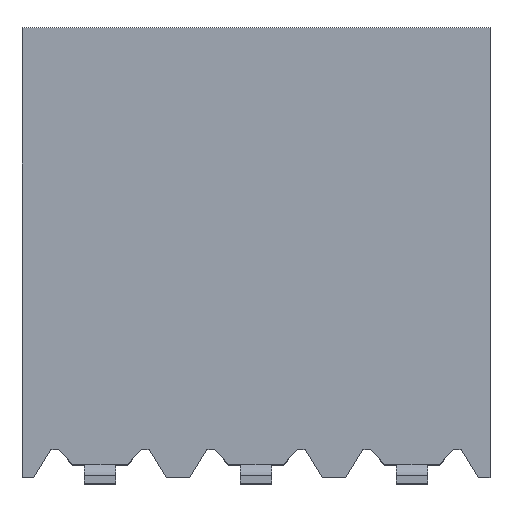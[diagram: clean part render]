
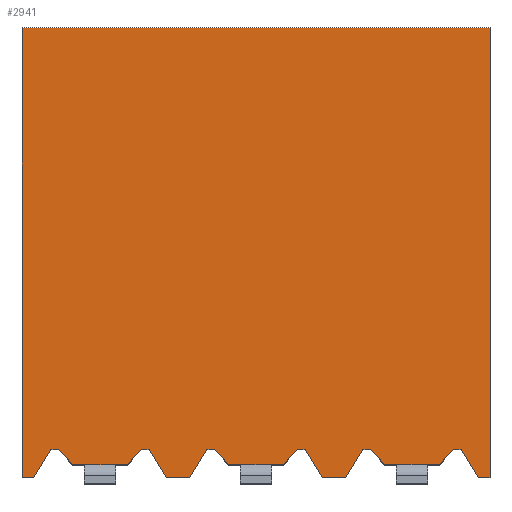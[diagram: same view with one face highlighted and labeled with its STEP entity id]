
A CAD part, top view. The second image highlights one B-rep face of the part: STEP entity #2941.
In plain terms, the highlighted planar face has unit normal (0, 0, 1).
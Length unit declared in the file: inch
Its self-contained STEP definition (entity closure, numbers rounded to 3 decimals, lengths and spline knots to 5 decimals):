
#127=ORIENTED_EDGE('',*,*,#987,.F.);
#128=ORIENTED_EDGE('',*,*,#934,.T.);
#129=ORIENTED_EDGE('',*,*,#988,.F.);
#130=ORIENTED_EDGE('',*,*,#989,.F.);
#131=ORIENTED_EDGE('',*,*,#990,.T.);
#132=ORIENTED_EDGE('',*,*,#944,.T.);
#133=ORIENTED_EDGE('',*,*,#991,.F.);
#134=ORIENTED_EDGE('',*,*,#992,.F.);
#135=ORIENTED_EDGE('',*,*,#993,.F.);
#136=ORIENTED_EDGE('',*,*,#994,.F.);
#137=ORIENTED_EDGE('',*,*,#995,.F.);
#138=ORIENTED_EDGE('',*,*,#996,.F.);
#139=ORIENTED_EDGE('',*,*,#997,.F.);
#140=ORIENTED_EDGE('',*,*,#940,.T.);
#141=ORIENTED_EDGE('',*,*,#998,.F.);
#142=ORIENTED_EDGE('',*,*,#999,.F.);
#143=ORIENTED_EDGE('',*,*,#1000,.F.);
#144=ORIENTED_EDGE('',*,*,#1001,.F.);
#145=ORIENTED_EDGE('',*,*,#1002,.F.);
#146=ORIENTED_EDGE('',*,*,#1003,.F.);
#147=ORIENTED_EDGE('',*,*,#1004,.F.);
#148=ORIENTED_EDGE('',*,*,#936,.T.);
#149=ORIENTED_EDGE('',*,*,#1005,.F.);
#150=ORIENTED_EDGE('',*,*,#1006,.F.);
#151=ORIENTED_EDGE('',*,*,#1007,.F.);
#152=ORIENTED_EDGE('',*,*,#1008,.F.);
#153=ORIENTED_EDGE('',*,*,#1009,.F.);
#154=ORIENTED_EDGE('',*,*,#1010,.F.);
#934=EDGE_CURVE('',#1364,#1366,#1654,.T.);
#936=EDGE_CURVE('',#1369,#1367,#1656,.T.);
#940=EDGE_CURVE('',#1373,#1371,#1660,.T.);
#944=EDGE_CURVE('',#1377,#1375,#1664,.T.);
#987=EDGE_CURVE('',#1364,#1415,#1707,.T.);
#988=EDGE_CURVE('',#1416,#1366,#1708,.T.);
#989=EDGE_CURVE('',#1417,#1416,#1709,.T.);
#990=EDGE_CURVE('',#1417,#1377,#1710,.T.);
#991=EDGE_CURVE('',#1418,#1375,#1711,.T.);
#992=EDGE_CURVE('',#1419,#1418,#1712,.T.);
#993=EDGE_CURVE('',#1420,#1419,#1713,.T.);
#994=EDGE_CURVE('',#1421,#1420,#1714,.T.);
#995=EDGE_CURVE('',#1422,#1421,#1715,.T.);
#996=EDGE_CURVE('',#1423,#1422,#1716,.T.);
#997=EDGE_CURVE('',#1373,#1423,#1717,.T.);
#998=EDGE_CURVE('',#1424,#1371,#1718,.T.);
#999=EDGE_CURVE('',#1425,#1424,#1719,.T.);
#1000=EDGE_CURVE('',#1426,#1425,#1720,.T.);
#1001=EDGE_CURVE('',#1427,#1426,#1721,.T.);
#1002=EDGE_CURVE('',#1428,#1427,#1722,.T.);
#1003=EDGE_CURVE('',#1429,#1428,#1723,.T.);
#1004=EDGE_CURVE('',#1369,#1429,#1724,.T.);
#1005=EDGE_CURVE('',#1430,#1367,#1725,.T.);
#1006=EDGE_CURVE('',#1431,#1430,#1726,.T.);
#1007=EDGE_CURVE('',#1432,#1431,#1727,.T.);
#1008=EDGE_CURVE('',#1433,#1432,#1728,.T.);
#1009=EDGE_CURVE('',#1434,#1433,#1729,.T.);
#1010=EDGE_CURVE('',#1415,#1434,#1730,.T.);
#1364=VERTEX_POINT('',#4046);
#1366=VERTEX_POINT('',#4050);
#1367=VERTEX_POINT('',#4054);
#1369=VERTEX_POINT('',#4057);
#1371=VERTEX_POINT('',#4063);
#1373=VERTEX_POINT('',#4066);
#1375=VERTEX_POINT('',#4072);
#1377=VERTEX_POINT('',#4075);
#1415=VERTEX_POINT('',#4162);
#1416=VERTEX_POINT('',#4164);
#1417=VERTEX_POINT('',#4166);
#1418=VERTEX_POINT('',#4169);
#1419=VERTEX_POINT('',#4171);
#1420=VERTEX_POINT('',#4173);
#1421=VERTEX_POINT('',#4175);
#1422=VERTEX_POINT('',#4177);
#1423=VERTEX_POINT('',#4179);
#1424=VERTEX_POINT('',#4182);
#1425=VERTEX_POINT('',#4184);
#1426=VERTEX_POINT('',#4186);
#1427=VERTEX_POINT('',#4188);
#1428=VERTEX_POINT('',#4190);
#1429=VERTEX_POINT('',#4192);
#1430=VERTEX_POINT('',#4195);
#1431=VERTEX_POINT('',#4197);
#1432=VERTEX_POINT('',#4199);
#1433=VERTEX_POINT('',#4201);
#1434=VERTEX_POINT('',#4203);
#1654=LINE('',#4051,#2062);
#1656=LINE('',#4056,#2064);
#1660=LINE('',#4065,#2068);
#1664=LINE('',#4074,#2072);
#1707=LINE('',#4161,#2115);
#1708=LINE('',#4163,#2116);
#1709=LINE('',#4165,#2117);
#1710=LINE('',#4167,#2118);
#1711=LINE('',#4168,#2119);
#1712=LINE('',#4170,#2120);
#1713=LINE('',#4172,#2121);
#1714=LINE('',#4174,#2122);
#1715=LINE('',#4176,#2123);
#1716=LINE('',#4178,#2124);
#1717=LINE('',#4180,#2125);
#1718=LINE('',#4181,#2126);
#1719=LINE('',#4183,#2127);
#1720=LINE('',#4185,#2128);
#1721=LINE('',#4187,#2129);
#1722=LINE('',#4189,#2130);
#1723=LINE('',#4191,#2131);
#1724=LINE('',#4193,#2132);
#1725=LINE('',#4194,#2133);
#1726=LINE('',#4196,#2134);
#1727=LINE('',#4198,#2135);
#1728=LINE('',#4200,#2136);
#1729=LINE('',#4202,#2137);
#1730=LINE('',#4204,#2138);
#2062=VECTOR('',#3289,39.37008);
#2064=VECTOR('',#3293,39.37008);
#2068=VECTOR('',#3299,39.37008);
#2072=VECTOR('',#3305,39.37008);
#2115=VECTOR('',#3360,39.37008);
#2116=VECTOR('',#3361,39.37008);
#2117=VECTOR('',#3362,39.37008);
#2118=VECTOR('',#3363,39.37008);
#2119=VECTOR('',#3364,39.37008);
#2120=VECTOR('',#3365,39.37008);
#2121=VECTOR('',#3366,39.37008);
#2122=VECTOR('',#3367,39.37008);
#2123=VECTOR('',#3368,39.37008);
#2124=VECTOR('',#3369,39.37008);
#2125=VECTOR('',#3370,39.37008);
#2126=VECTOR('',#3371,39.37008);
#2127=VECTOR('',#3372,39.37008);
#2128=VECTOR('',#3373,39.37008);
#2129=VECTOR('',#3374,39.37008);
#2130=VECTOR('',#3375,39.37008);
#2131=VECTOR('',#3376,39.37008);
#2132=VECTOR('',#3377,39.37008);
#2133=VECTOR('',#3378,39.37008);
#2134=VECTOR('',#3379,39.37008);
#2135=VECTOR('',#3380,39.37008);
#2136=VECTOR('',#3381,39.37008);
#2137=VECTOR('',#3382,39.37008);
#2138=VECTOR('',#3383,39.37008);
#2476=EDGE_LOOP('',(#127,#128,#129,#130,#131,#132,#133,#134,#135,#136,#137,
#138,#139,#140,#141,#142,#143,#144,#145,#146,#147,#148,#149,#150,#151,#152,
#153,#154));
#2640=FACE_BOUND('',#2476,.T.);
#2804=PLANE('',#3116);
#2941=ADVANCED_FACE('',(#2640),#2804,.F.);
#3116=AXIS2_PLACEMENT_3D('',#4160,#3358,#3359);
#3289=DIRECTION('',(1.,0.,0.));
#3293=DIRECTION('',(1.,0.,0.));
#3299=DIRECTION('',(1.,0.,0.));
#3305=DIRECTION('',(1.,0.,0.));
#3358=DIRECTION('',(0.,0.,-1.));
#3359=DIRECTION('',(-1.,0.,0.));
#3360=DIRECTION('',(-0.521,0.853,0.));
#3361=DIRECTION('',(0.,-1.,0.));
#3362=DIRECTION('',(1.,0.,0.));
#3363=DIRECTION('',(0.,-1.,0.));
#3364=DIRECTION('',(-0.521,-0.853,0.));
#3365=DIRECTION('',(-1.,0.,0.));
#3366=DIRECTION('',(-0.669,0.743,0.));
#3367=DIRECTION('',(-1.,0.,0.));
#3368=DIRECTION('',(-0.669,-0.743,0.));
#3369=DIRECTION('',(-1.,0.,0.));
#3370=DIRECTION('',(-0.521,0.853,0.));
#3371=DIRECTION('',(-0.521,-0.853,0.));
#3372=DIRECTION('',(-1.,0.,0.));
#3373=DIRECTION('',(-0.669,0.743,0.));
#3374=DIRECTION('',(-1.,0.,0.));
#3375=DIRECTION('',(-0.669,-0.743,0.));
#3376=DIRECTION('',(-1.,0.,0.));
#3377=DIRECTION('',(-0.521,0.853,0.));
#3378=DIRECTION('',(-0.521,-0.853,0.));
#3379=DIRECTION('',(-1.,0.,0.));
#3380=DIRECTION('',(-0.669,0.743,0.));
#3381=DIRECTION('',(-1.,0.,0.));
#3382=DIRECTION('',(-0.669,-0.743,0.));
#3383=DIRECTION('',(-1.,0.,0.));
#4046=CARTESIAN_POINT('',(0.1425,0.,0.1));
#4050=CARTESIAN_POINT('',(0.15,0.,0.1));
#4051=CARTESIAN_POINT('',(-0.15,0.,0.1));
#4054=CARTESIAN_POINT('',(0.0575,0.,0.1));
#4056=CARTESIAN_POINT('',(-0.15,0.,0.1));
#4057=CARTESIAN_POINT('',(0.0425,0.,0.1));
#4063=CARTESIAN_POINT('',(-0.0425,0.,0.1));
#4065=CARTESIAN_POINT('',(-0.15,0.,0.1));
#4066=CARTESIAN_POINT('',(-0.0575,0.,0.1));
#4072=CARTESIAN_POINT('',(-0.1425,0.,0.1));
#4074=CARTESIAN_POINT('',(-0.15,0.,0.1));
#4075=CARTESIAN_POINT('',(-0.15,0.,0.1));
#4160=CARTESIAN_POINT('',(-0.15,0.288,0.1));
#4161=CARTESIAN_POINT('',(0.14861,-0.01,0.1));
#4162=CARTESIAN_POINT('',(0.1315,0.018,0.1));
#4163=CARTESIAN_POINT('',(0.15,0.288,0.1));
#4164=CARTESIAN_POINT('',(0.15,0.288,0.1));
#4165=CARTESIAN_POINT('',(-0.15,0.288,0.1));
#4166=CARTESIAN_POINT('',(-0.15,0.288,0.1));
#4167=CARTESIAN_POINT('',(-0.15,0.288,0.1));
#4168=CARTESIAN_POINT('',(-0.1315,0.018,0.1));
#4169=CARTESIAN_POINT('',(-0.1315,0.018,0.1));
#4170=CARTESIAN_POINT('',(-0.1265,0.018,0.1));
#4171=CARTESIAN_POINT('',(-0.1265,0.018,0.1));
#4172=CARTESIAN_POINT('',(-0.1175,0.008,0.1));
#4173=CARTESIAN_POINT('',(-0.1175,0.008,0.1));
#4174=CARTESIAN_POINT('',(-0.0825,0.008,0.1));
#4175=CARTESIAN_POINT('',(-0.0825,0.008,0.1));
#4176=CARTESIAN_POINT('',(-0.0735,0.018,0.1));
#4177=CARTESIAN_POINT('',(-0.0735,0.018,0.1));
#4178=CARTESIAN_POINT('',(-0.0685,0.018,0.1));
#4179=CARTESIAN_POINT('',(-0.0685,0.018,0.1));
#4180=CARTESIAN_POINT('',(-0.05139,-0.01,0.1));
#4181=CARTESIAN_POINT('',(-0.0315,0.018,0.1));
#4182=CARTESIAN_POINT('',(-0.0315,0.018,0.1));
#4183=CARTESIAN_POINT('',(-0.0265,0.018,0.1));
#4184=CARTESIAN_POINT('',(-0.0265,0.018,0.1));
#4185=CARTESIAN_POINT('',(-0.0175,0.008,0.1));
#4186=CARTESIAN_POINT('',(-0.0175,0.008,0.1));
#4187=CARTESIAN_POINT('',(0.0175,0.008,0.1));
#4188=CARTESIAN_POINT('',(0.0175,0.008,0.1));
#4189=CARTESIAN_POINT('',(0.0265,0.018,0.1));
#4190=CARTESIAN_POINT('',(0.0265,0.018,0.1));
#4191=CARTESIAN_POINT('',(0.0315,0.018,0.1));
#4192=CARTESIAN_POINT('',(0.0315,0.018,0.1));
#4193=CARTESIAN_POINT('',(0.04861,-0.01,0.1));
#4194=CARTESIAN_POINT('',(0.0685,0.018,0.1));
#4195=CARTESIAN_POINT('',(0.0685,0.018,0.1));
#4196=CARTESIAN_POINT('',(0.0735,0.018,0.1));
#4197=CARTESIAN_POINT('',(0.0735,0.018,0.1));
#4198=CARTESIAN_POINT('',(0.0825,0.008,0.1));
#4199=CARTESIAN_POINT('',(0.0825,0.008,0.1));
#4200=CARTESIAN_POINT('',(0.1175,0.008,0.1));
#4201=CARTESIAN_POINT('',(0.1175,0.008,0.1));
#4202=CARTESIAN_POINT('',(0.1265,0.018,0.1));
#4203=CARTESIAN_POINT('',(0.1265,0.018,0.1));
#4204=CARTESIAN_POINT('',(0.1315,0.018,0.1));
